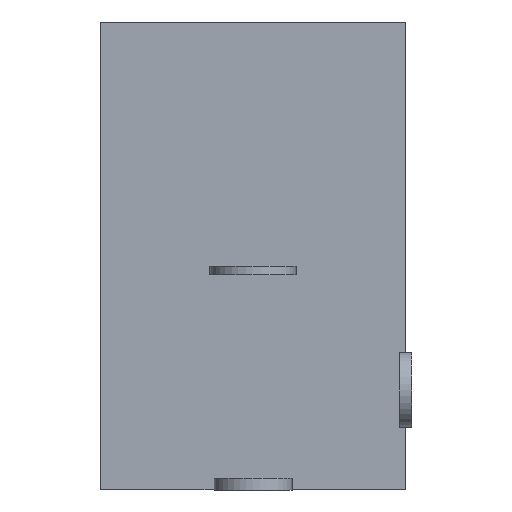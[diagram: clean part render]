
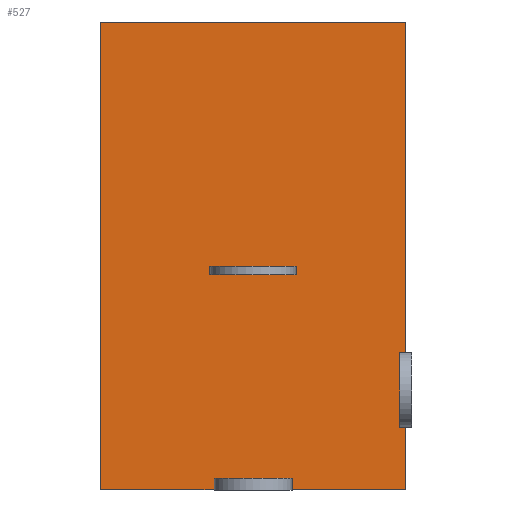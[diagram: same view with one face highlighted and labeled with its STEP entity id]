
A CAD part, front view. The second image highlights one B-rep face of the part: STEP entity #527.
In plain terms, the highlighted planar face has unit normal (0, -1, 0).
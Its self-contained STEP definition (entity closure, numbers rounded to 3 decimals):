
#9 = VERTEX_POINT ( 'NONE', #889 ) ;
#18 = VERTEX_POINT ( 'NONE', #1029 ) ;
#49 = CARTESIAN_POINT ( 'NONE',  ( 5.77, 0., -4.3 ) ) ;
#54 = EDGE_CURVE ( 'NONE', #679, #1168, #1435, .T. ) ;
#60 = VECTOR ( 'NONE', #1703, 1000. ) ;
#72 = VERTEX_POINT ( 'NONE', #1704 ) ;
#83 = EDGE_CURVE ( 'NONE', #1013, #413, #1443, .T. ) ;
#102 = DIRECTION ( 'NONE',  ( 1., 0., 0. ) ) ;
#109 = DIRECTION ( 'NONE',  ( 0., 0., -1. ) ) ;
#110 = CARTESIAN_POINT ( 'NONE',  ( 5.65, 0., -10.905 ) ) ;
#157 = CARTESIAN_POINT ( 'NONE',  ( 0., 0., 2.9 ) ) ;
#160 = CARTESIAN_POINT ( 'NONE',  ( 0., 0., -10.9 ) ) ;
#167 = DIRECTION ( 'NONE',  ( -1., 0., 0. ) ) ;
#171 = ORIENTED_EDGE ( 'NONE', *, *, #387, .F. ) ;
#192 = EDGE_CURVE ( 'NONE', #1477, #679, #1486, .T. ) ;
#196 = CARTESIAN_POINT ( 'NONE',  ( 9., 0., 2.9 ) ) ;
#203 = DIRECTION ( 'NONE',  ( 0., 0., -1. ) ) ;
#206 = CARTESIAN_POINT ( 'NONE',  ( 8.825, 0., -9.055 ) ) ;
#209 = DIRECTION ( 'NONE',  ( 0., 0., 1. ) ) ;
#241 = CARTESIAN_POINT ( 'NONE',  ( 9., 0., -10.9 ) ) ;
#257 = VECTOR ( 'NONE', #596, 1000. ) ;
#284 = EDGE_CURVE ( 'NONE', #312, #18, #1138, .T. ) ;
#302 = ORIENTED_EDGE ( 'NONE', *, *, #634, .T. ) ;
#304 = DIRECTION ( 'NONE',  ( 0., 0., -1. ) ) ;
#312 = VERTEX_POINT ( 'NONE', #603 ) ;
#319 = EDGE_LOOP ( 'NONE', ( #451, #1518, #1381, #447 ) ) ;
#322 = VECTOR ( 'NONE', #1325, 1000. ) ;
#369 = CARTESIAN_POINT ( 'NONE',  ( 5.77, 0., -4.55 ) ) ;
#379 = VERTEX_POINT ( 'NONE', #160 ) ;
#387 = EDGE_CURVE ( 'NONE', #744, #1547, #787, .T. ) ;
#400 = DIRECTION ( 'NONE',  ( -1., 0., 0. ) ) ;
#402 = AXIS2_PLACEMENT_3D ( 'NONE', #988, #855, #209 ) ;
#413 = VERTEX_POINT ( 'NONE', #651 ) ;
#414 = LINE ( 'NONE', #1720, #1331 ) ;
#417 = VECTOR ( 'NONE', #1183, 1000. ) ;
#427 = EDGE_LOOP ( 'NONE', ( #1360, #1671, #591, #302, #827, #809, #1100, #740, #171, #782, #1148, #1247 ) ) ;
#428 = CARTESIAN_POINT ( 'NONE',  ( 9., 0., -6.855 ) ) ;
#435 = CARTESIAN_POINT ( 'NONE',  ( 9., 0., -10.9 ) ) ;
#447 = ORIENTED_EDGE ( 'NONE', *, *, #1297, .F. ) ;
#451 = ORIENTED_EDGE ( 'NONE', *, *, #1716, .F. ) ;
#458 = VECTOR ( 'NONE', #304, 1000. ) ;
#460 = VERTEX_POINT ( 'NONE', #196 ) ;
#465 = FACE_OUTER_BOUND ( 'NONE', #427, .T. ) ;
#471 = LINE ( 'NONE', #996, #1387 ) ;
#484 = CARTESIAN_POINT ( 'NONE',  ( 3.35, 0., -10.555 ) ) ;
#527 = ADVANCED_FACE ( 'NONE', ( #1529, #465 ), #1677, .F. ) ;
#535 = DIRECTION ( 'NONE',  ( 1., 0., 0. ) ) ;
#541 = CARTESIAN_POINT ( 'NONE',  ( 0., 0., 2.9 ) ) ;
#558 = VECTOR ( 'NONE', #109, 1000. ) ;
#574 = VECTOR ( 'NONE', #167, 1000. ) ;
#591 = ORIENTED_EDGE ( 'NONE', *, *, #1539, .F. ) ;
#596 = DIRECTION ( 'NONE',  ( -1., 0., 0. ) ) ;
#603 = CARTESIAN_POINT ( 'NONE',  ( 5.65, 0., -10.555 ) ) ;
#632 = CARTESIAN_POINT ( 'NONE',  ( 3.23, 0., -4.55 ) ) ;
#634 = EDGE_CURVE ( 'NONE', #663, #379, #936, .T. ) ;
#648 = LINE ( 'NONE', #1058, #558 ) ;
#651 = CARTESIAN_POINT ( 'NONE',  ( 8.825, 0., -6.855 ) ) ;
#663 = VERTEX_POINT ( 'NONE', #541 ) ;
#674 = EDGE_CURVE ( 'NONE', #413, #9, #678, .T. ) ;
#678 = LINE ( 'NONE', #206, #1483 ) ;
#679 = VERTEX_POINT ( 'NONE', #1256 ) ;
#704 = VECTOR ( 'NONE', #706, 1000. ) ;
#706 = DIRECTION ( 'NONE',  ( 0., 0., 1. ) ) ;
#740 = ORIENTED_EDGE ( 'NONE', *, *, #800, .F. ) ;
#744 = VERTEX_POINT ( 'NONE', #1120 ) ;
#756 = VECTOR ( 'NONE', #400, 1000. ) ;
#782 = ORIENTED_EDGE ( 'NONE', *, *, #1151, .F. ) ;
#787 = LINE ( 'NONE', #435, #574 ) ;
#793 = LINE ( 'NONE', #241, #756 ) ;
#800 = EDGE_CURVE ( 'NONE', #1547, #312, #1286, .T. ) ;
#804 = CARTESIAN_POINT ( 'NONE',  ( 3.35, 0., -10.9 ) ) ;
#809 = ORIENTED_EDGE ( 'NONE', *, *, #874, .F. ) ;
#827 = ORIENTED_EDGE ( 'NONE', *, *, #1584, .F. ) ;
#855 = DIRECTION ( 'NONE',  ( 0., 1., 0. ) ) ;
#865 = LINE ( 'NONE', #369, #704 ) ;
#874 = EDGE_CURVE ( 'NONE', #18, #1340, #1028, .T. ) ;
#889 = CARTESIAN_POINT ( 'NONE',  ( 8.825, 0., -9.055 ) ) ;
#897 = CARTESIAN_POINT ( 'NONE',  ( 5.65, 0., -10.9 ) ) ;
#905 = CARTESIAN_POINT ( 'NONE',  ( 0., 0., 2.9 ) ) ;
#924 = CARTESIAN_POINT ( 'NONE',  ( 8.825, 0., -6.855 ) ) ;
#936 = LINE ( 'NONE', #157, #322 ) ;
#984 = CARTESIAN_POINT ( 'NONE',  ( 3.23, 0., -4.3 ) ) ;
#988 = CARTESIAN_POINT ( 'NONE',  ( 0., 0., 2.9 ) ) ;
#994 = DIRECTION ( 'NONE',  ( -1., 0., 0. ) ) ;
#996 = CARTESIAN_POINT ( 'NONE',  ( 9., 0., 2.9 ) ) ;
#1013 = VERTEX_POINT ( 'NONE', #428 ) ;
#1028 = LINE ( 'NONE', #1571, #458 ) ;
#1029 = CARTESIAN_POINT ( 'NONE',  ( 3.35, 0., -10.555 ) ) ;
#1035 = VERTEX_POINT ( 'NONE', #49 ) ;
#1046 = VECTOR ( 'NONE', #1101, 1000. ) ;
#1058 = CARTESIAN_POINT ( 'NONE',  ( 9., 0., 2.9 ) ) ;
#1089 = EDGE_CURVE ( 'NONE', #460, #1013, #471, .T. ) ;
#1100 = ORIENTED_EDGE ( 'NONE', *, *, #284, .F. ) ;
#1101 = DIRECTION ( 'NONE',  ( 0., 0., -1. ) ) ;
#1103 = EDGE_CURVE ( 'NONE', #9, #72, #414, .T. ) ;
#1112 = CARTESIAN_POINT ( 'NONE',  ( 5.77, 0., -4.55 ) ) ;
#1120 = CARTESIAN_POINT ( 'NONE',  ( 9., 0., -10.9 ) ) ;
#1138 = LINE ( 'NONE', #484, #1669 ) ;
#1148 = ORIENTED_EDGE ( 'NONE', *, *, #1103, .F. ) ;
#1151 = EDGE_CURVE ( 'NONE', #72, #744, #648, .T. ) ;
#1152 = CARTESIAN_POINT ( 'NONE',  ( 3.23, 0., -4.3 ) ) ;
#1168 = VERTEX_POINT ( 'NONE', #1112 ) ;
#1183 = DIRECTION ( 'NONE',  ( -1., 0., 0. ) ) ;
#1219 = CARTESIAN_POINT ( 'NONE',  ( 3.23, 0., -4.55 ) ) ;
#1242 = LINE ( 'NONE', #984, #257 ) ;
#1247 = ORIENTED_EDGE ( 'NONE', *, *, #674, .F. ) ;
#1256 = CARTESIAN_POINT ( 'NONE',  ( 3.23, 0., -4.55 ) ) ;
#1286 = LINE ( 'NONE', #110, #60 ) ;
#1297 = EDGE_CURVE ( 'NONE', #1035, #1477, #1242, .T. ) ;
#1325 = DIRECTION ( 'NONE',  ( 0., 0., -1. ) ) ;
#1331 = VECTOR ( 'NONE', #1608, 1000. ) ;
#1340 = VERTEX_POINT ( 'NONE', #804 ) ;
#1360 = ORIENTED_EDGE ( 'NONE', *, *, #83, .F. ) ;
#1361 = DIRECTION ( 'NONE',  ( 0., 0., -1. ) ) ;
#1381 = ORIENTED_EDGE ( 'NONE', *, *, #192, .F. ) ;
#1387 = VECTOR ( 'NONE', #203, 1000. ) ;
#1398 = VECTOR ( 'NONE', #102, 1000. ) ;
#1419 = VECTOR ( 'NONE', #535, 1000. ) ;
#1435 = LINE ( 'NONE', #632, #1398 ) ;
#1443 = LINE ( 'NONE', #924, #417 ) ;
#1477 = VERTEX_POINT ( 'NONE', #1152 ) ;
#1483 = VECTOR ( 'NONE', #1361, 1000. ) ;
#1486 = LINE ( 'NONE', #1219, #1046 ) ;
#1518 = ORIENTED_EDGE ( 'NONE', *, *, #54, .F. ) ;
#1529 = FACE_BOUND ( 'NONE', #319, .T. ) ;
#1539 = EDGE_CURVE ( 'NONE', #663, #460, #1722, .T. ) ;
#1547 = VERTEX_POINT ( 'NONE', #897 ) ;
#1571 = CARTESIAN_POINT ( 'NONE',  ( 3.35, 0., -10.905 ) ) ;
#1584 = EDGE_CURVE ( 'NONE', #1340, #379, #793, .T. ) ;
#1608 = DIRECTION ( 'NONE',  ( 1., 0., 0. ) ) ;
#1669 = VECTOR ( 'NONE', #994, 1000. ) ;
#1671 = ORIENTED_EDGE ( 'NONE', *, *, #1089, .F. ) ;
#1677 = PLANE ( 'NONE',  #402 ) ;
#1703 = DIRECTION ( 'NONE',  ( 0., 0., 1. ) ) ;
#1704 = CARTESIAN_POINT ( 'NONE',  ( 9., 0., -9.055 ) ) ;
#1716 = EDGE_CURVE ( 'NONE', #1168, #1035, #865, .T. ) ;
#1720 = CARTESIAN_POINT ( 'NONE',  ( 8.825, 0., -9.055 ) ) ;
#1722 = LINE ( 'NONE', #905, #1419 ) ;
